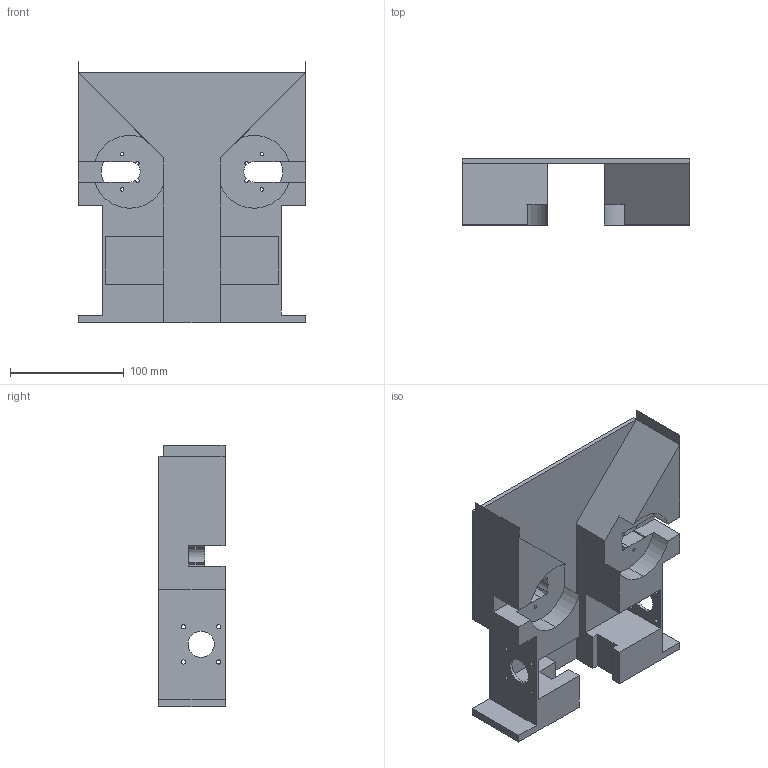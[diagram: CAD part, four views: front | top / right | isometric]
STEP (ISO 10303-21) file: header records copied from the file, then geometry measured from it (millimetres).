
FILE_DESCRIPTION (( 'STEP AP214' ), '1' );
FILE_NAME ('苤陬陬旯.STEP', '2026-01-16T04:39:38', ( '' ), ( '' ), 'SwSTEP 2.0', 'SolidWorks 2022', '' );
FILE_SCHEMA (( 'AUTOMOTIVE_DESIGN' ));
Length unit declared in the file: millimetre
Products named in the file (1): 小车车身
Bounding box: 200 x 58 x 230 mm (x, y, z)
Volume: 1011761.6 mm3; surface area: 168363.2 mm2
Topology: 3 solids, 3 shells, 126 faces, 360 edges, 238 vertices
Faces by surface type: plane 64, cylinder 62
Entity records: 4260 total; most frequent: DIRECTION 742, CARTESIAN_POINT 725, ORIENTED_EDGE 720, EDGE_CURVE 360, AXIS2_PLACEMENT_3D 255, VERTEX_POINT 238, VECTOR 232, LINE 232
